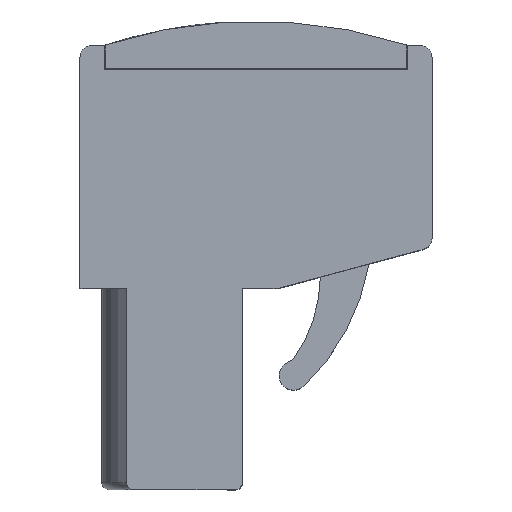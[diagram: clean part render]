
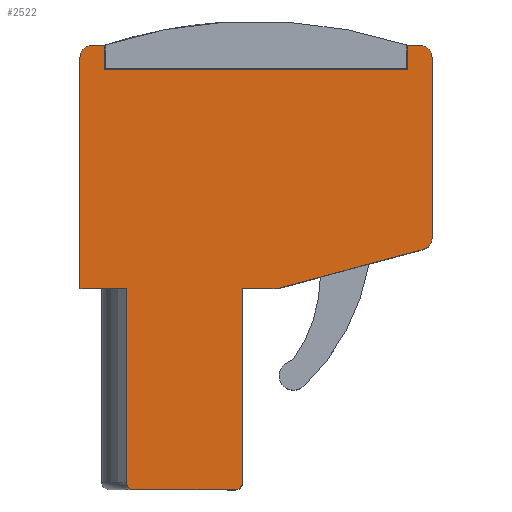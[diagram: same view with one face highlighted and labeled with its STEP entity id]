
A CAD part, top view. The second image highlights one B-rep face of the part: STEP entity #2522.
In plain terms, the highlighted planar face has unit normal (0, 0, 1).
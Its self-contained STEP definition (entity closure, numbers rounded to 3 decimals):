
#4 = VERTEX_POINT ( 'NONE', #3474 ) ;
#71 = ORIENTED_EDGE ( 'NONE', *, *, #5166, .T. ) ;
#82 = VECTOR ( 'NONE', #5302, 1000. ) ;
#94 = ORIENTED_EDGE ( 'NONE', *, *, #789, .T. ) ;
#112 = EDGE_LOOP ( 'NONE', ( #2029, #4000, #989, #71, #3189, #5798, #514, #2695, #221, #650, #6001, #6456, #6276, #5230, #769, #94, #3577, #2210 ) ) ;
#125 = DIRECTION ( 'NONE',  ( 0., 1., 0. ) ) ;
#221 = ORIENTED_EDGE ( 'NONE', *, *, #5285, .T. ) ;
#265 = LINE ( 'NONE', #2920, #3029 ) ;
#332 = FACE_OUTER_BOUND ( 'NONE', #112, .T. ) ;
#350 = AXIS2_PLACEMENT_3D ( 'NONE', #5226, #2139, #5744 ) ;
#401 = EDGE_CURVE ( 'NONE', #4077, #5413, #2413, .T. ) ;
#412 = VERTEX_POINT ( 'NONE', #4887 ) ;
#414 = DIRECTION ( 'NONE',  ( 0.966, 0.259, 0. ) ) ;
#423 = DIRECTION ( 'NONE',  ( -1., 0., 0. ) ) ;
#443 = DIRECTION ( 'NONE',  ( 0., 0., 1. ) ) ;
#461 = AXIS2_PLACEMENT_3D ( 'NONE', #2336, #5922, #2859 ) ;
#481 = VECTOR ( 'NONE', #3447, 1000. ) ;
#514 = ORIENTED_EDGE ( 'NONE', *, *, #3790, .T. ) ;
#638 = CARTESIAN_POINT ( 'NONE',  ( 2.9, 0.3, 5.08 ) ) ;
#644 = CARTESIAN_POINT ( 'NONE',  ( -2.8, 17.3, 5.08 ) ) ;
#650 = ORIENTED_EDGE ( 'NONE', *, *, #6523, .F. ) ;
#681 = EDGE_CURVE ( 'NONE', #6134, #5753, #1069, .T. ) ;
#689 = CARTESIAN_POINT ( 'NONE',  ( 10.7, 10.372, 5.08 ) ) ;
#706 = CARTESIAN_POINT ( 'NONE',  ( -1.9, 0.3, 5.08 ) ) ;
#769 = ORIENTED_EDGE ( 'NONE', *, *, #3524, .T. ) ;
#778 = CARTESIAN_POINT ( 'NONE',  ( 2.6, 0.3, 5.08 ) ) ;
#789 = EDGE_CURVE ( 'NONE', #3994, #3265, #4701, .T. ) ;
#792 = CARTESIAN_POINT ( 'NONE',  ( -3.8, 17.8, 5.08 ) ) ;
#840 = CARTESIAN_POINT ( 'NONE',  ( -3.3, 18.3, 5.08 ) ) ;
#888 = DIRECTION ( 'NONE',  ( 0., 0., 1. ) ) ;
#949 = PLANE ( 'NONE',  #1713 ) ;
#989 = ORIENTED_EDGE ( 'NONE', *, *, #3610, .F. ) ;
#1069 = LINE ( 'NONE', #5722, #3817 ) ;
#1097 = CARTESIAN_POINT ( 'NONE',  ( -3.8, 8.3, 5.08 ) ) ;
#1179 = VERTEX_POINT ( 'NONE', #5129 ) ;
#1303 = DIRECTION ( 'NONE',  ( 1., 0., 0. ) ) ;
#1315 = EDGE_CURVE ( 'NONE', #5413, #4, #1446, .T. ) ;
#1383 = VERTEX_POINT ( 'NONE', #6377 ) ;
#1446 = LINE ( 'NONE', #5690, #82 ) ;
#1570 = EDGE_CURVE ( 'NONE', #3553, #6441, #4441, .T. ) ;
#1572 = DIRECTION ( 'NONE',  ( 1., 0., 0. ) ) ;
#1586 = DIRECTION ( 'NONE',  ( 0., 0., 1. ) ) ;
#1713 = AXIS2_PLACEMENT_3D ( 'NONE', #3548, #443, #4075 ) ;
#1777 = LINE ( 'NONE', #3507, #5010 ) ;
#1971 = VECTOR ( 'NONE', #4188, 1000. ) ;
#2029 = ORIENTED_EDGE ( 'NONE', *, *, #3042, .F. ) ;
#2068 = DIRECTION ( 'NONE',  ( 1., 0., 0. ) ) ;
#2136 = LINE ( 'NONE', #1097, #1971 ) ;
#2139 = DIRECTION ( 'NONE',  ( 0., 0., 1. ) ) ;
#2183 = CARTESIAN_POINT ( 'NONE',  ( 10.7, 9.988, 5.08 ) ) ;
#2210 = ORIENTED_EDGE ( 'NONE', *, *, #5375, .T. ) ;
#2336 = CARTESIAN_POINT ( 'NONE',  ( 10.2, 10.372, 5.08 ) ) ;
#2355 = CARTESIAN_POINT ( 'NONE',  ( 10.329, 9.889, 5.08 ) ) ;
#2389 = CIRCLE ( 'NONE', #3210, 0.5 ) ;
#2398 = VECTOR ( 'NONE', #3424, 1000. ) ;
#2413 = CIRCLE ( 'NONE', #5179, 0.3 ) ;
#2426 = CARTESIAN_POINT ( 'NONE',  ( 9.7, 17.3, 5.08 ) ) ;
#2491 = CARTESIAN_POINT ( 'NONE',  ( 9.7, 18.3, 5.08 ) ) ;
#2522 = ADVANCED_FACE ( 'NONE', ( #332 ), #949, .T. ) ;
#2566 = LINE ( 'NONE', #4452, #2398 ) ;
#2641 = CIRCLE ( 'NONE', #6600, 0.5 ) ;
#2695 = ORIENTED_EDGE ( 'NONE', *, *, #5073, .F. ) ;
#2737 = VECTOR ( 'NONE', #4269, 1000. ) ;
#2859 = DIRECTION ( 'NONE',  ( 1., 0., 0. ) ) ;
#2893 = VECTOR ( 'NONE', #423, 1000. ) ;
#2920 = CARTESIAN_POINT ( 'NONE',  ( -2.8, 18.3, 5.08 ) ) ;
#3029 = VECTOR ( 'NONE', #5456, 1000. ) ;
#3030 = EDGE_CURVE ( 'NONE', #6400, #3575, #1777, .T. ) ;
#3042 = EDGE_CURVE ( 'NONE', #5753, #5159, #3163, .T. ) ;
#3163 = LINE ( 'NONE', #6068, #4373 ) ;
#3189 = ORIENTED_EDGE ( 'NONE', *, *, #4516, .T. ) ;
#3210 = AXIS2_PLACEMENT_3D ( 'NONE', #3990, #888, #4500 ) ;
#3227 = VECTOR ( 'NONE', #3755, 1000. ) ;
#3265 = VERTEX_POINT ( 'NONE', #5266 ) ;
#3309 = VECTOR ( 'NONE', #125, 1000. ) ;
#3424 = DIRECTION ( 'NONE',  ( 0., 1., 0. ) ) ;
#3447 = DIRECTION ( 'NONE',  ( 0., -1., 0. ) ) ;
#3474 = CARTESIAN_POINT ( 'NONE',  ( 2.9, 8.3, 5.08 ) ) ;
#3507 = CARTESIAN_POINT ( 'NONE',  ( 4.4, 8.3, 5.08 ) ) ;
#3524 = EDGE_CURVE ( 'NONE', #3575, #3994, #4172, .T. ) ;
#3548 = CARTESIAN_POINT ( 'NONE',  ( 0., 0., 5.08 ) ) ;
#3553 = VERTEX_POINT ( 'NONE', #792 ) ;
#3566 = CARTESIAN_POINT ( 'NONE',  ( -3.8, 8.3, 5.08 ) ) ;
#3575 = VERTEX_POINT ( 'NONE', #2355 ) ;
#3577 = ORIENTED_EDGE ( 'NONE', *, *, #3768, .T. ) ;
#3610 = EDGE_CURVE ( 'NONE', #412, #6134, #265, .T. ) ;
#3750 = CARTESIAN_POINT ( 'NONE',  ( 10.7, 18.3, 5.08 ) ) ;
#3755 = DIRECTION ( 'NONE',  ( -1., 0., 0. ) ) ;
#3768 = EDGE_CURVE ( 'NONE', #3265, #5920, #2641, .T. ) ;
#3790 = EDGE_CURVE ( 'NONE', #6441, #1383, #2136, .T. ) ;
#3817 = VECTOR ( 'NONE', #1572, 1000. ) ;
#3990 = CARTESIAN_POINT ( 'NONE',  ( -3.3, 17.8, 5.08 ) ) ;
#3994 = VERTEX_POINT ( 'NONE', #689 ) ;
#4000 = ORIENTED_EDGE ( 'NONE', *, *, #681, .F. ) ;
#4075 = DIRECTION ( 'NONE',  ( 1., 0., 0. ) ) ;
#4077 = VERTEX_POINT ( 'NONE', #4867 ) ;
#4172 = CIRCLE ( 'NONE', #461, 0.5 ) ;
#4188 = DIRECTION ( 'NONE',  ( 1., 0., 0. ) ) ;
#4261 = LINE ( 'NONE', #3750, #2737 ) ;
#4267 = LINE ( 'NONE', #5566, #2893 ) ;
#4269 = DIRECTION ( 'NONE',  ( -1., 0., 0. ) ) ;
#4342 = EDGE_CURVE ( 'NONE', #4, #6400, #6253, .T. ) ;
#4373 = VECTOR ( 'NONE', #4552, 1000. ) ;
#4403 = DIRECTION ( 'NONE',  ( 0., 0., 1. ) ) ;
#4441 = LINE ( 'NONE', #6521, #481 ) ;
#4452 = CARTESIAN_POINT ( 'NONE',  ( -1.9, 0., 5.08 ) ) ;
#4500 = DIRECTION ( 'NONE',  ( 1., 0., 0. ) ) ;
#4516 = EDGE_CURVE ( 'NONE', #5668, #3553, #2389, .T. ) ;
#4552 = DIRECTION ( 'NONE',  ( 0., 1., 0. ) ) ;
#4609 = LINE ( 'NONE', #5272, #3227 ) ;
#4680 = CARTESIAN_POINT ( 'NONE',  ( 10.2, 17.8, 5.08 ) ) ;
#4701 = LINE ( 'NONE', #2183, #3309 ) ;
#4867 = CARTESIAN_POINT ( 'NONE',  ( 2.6, 0., 5.08 ) ) ;
#4883 = VECTOR ( 'NONE', #2068, 1000. ) ;
#4887 = CARTESIAN_POINT ( 'NONE',  ( -2.8, 18.3, 5.08 ) ) ;
#4896 = CIRCLE ( 'NONE', #350, 0.3 ) ;
#5010 = VECTOR ( 'NONE', #414, 1000. ) ;
#5045 = CARTESIAN_POINT ( 'NONE',  ( 4.4, 8.3, 5.08 ) ) ;
#5073 = EDGE_CURVE ( 'NONE', #5524, #1383, #2566, .T. ) ;
#5129 = CARTESIAN_POINT ( 'NONE',  ( -1.6, 0., 5.08 ) ) ;
#5159 = VERTEX_POINT ( 'NONE', #2491 ) ;
#5166 = EDGE_CURVE ( 'NONE', #412, #5668, #4267, .T. ) ;
#5179 = AXIS2_PLACEMENT_3D ( 'NONE', #778, #4403, #1303 ) ;
#5192 = DIRECTION ( 'NONE',  ( 1., 0., 0. ) ) ;
#5226 = CARTESIAN_POINT ( 'NONE',  ( -1.6, 0.3, 5.08 ) ) ;
#5230 = ORIENTED_EDGE ( 'NONE', *, *, #3030, .T. ) ;
#5266 = CARTESIAN_POINT ( 'NONE',  ( 10.7, 17.8, 5.08 ) ) ;
#5272 = CARTESIAN_POINT ( 'NONE',  ( -1.9, 0., 5.08 ) ) ;
#5285 = EDGE_CURVE ( 'NONE', #5524, #1179, #4896, .T. ) ;
#5302 = DIRECTION ( 'NONE',  ( 0., 1., 0. ) ) ;
#5375 = EDGE_CURVE ( 'NONE', #5920, #5159, #4261, .T. ) ;
#5413 = VERTEX_POINT ( 'NONE', #638 ) ;
#5456 = DIRECTION ( 'NONE',  ( 0., -1., 0. ) ) ;
#5524 = VERTEX_POINT ( 'NONE', #706 ) ;
#5566 = CARTESIAN_POINT ( 'NONE',  ( 10.7, 18.3, 5.08 ) ) ;
#5668 = VERTEX_POINT ( 'NONE', #840 ) ;
#5690 = CARTESIAN_POINT ( 'NONE',  ( 2.9, 0., 5.08 ) ) ;
#5722 = CARTESIAN_POINT ( 'NONE',  ( -2.8, 17.3, 5.08 ) ) ;
#5744 = DIRECTION ( 'NONE',  ( 1., 0., 0. ) ) ;
#5753 = VERTEX_POINT ( 'NONE', #2426 ) ;
#5798 = ORIENTED_EDGE ( 'NONE', *, *, #1570, .T. ) ;
#5920 = VERTEX_POINT ( 'NONE', #6151 ) ;
#5922 = DIRECTION ( 'NONE',  ( 0., 0., 1. ) ) ;
#6001 = ORIENTED_EDGE ( 'NONE', *, *, #401, .T. ) ;
#6068 = CARTESIAN_POINT ( 'NONE',  ( 9.7, 18.3, 5.08 ) ) ;
#6134 = VERTEX_POINT ( 'NONE', #644 ) ;
#6151 = CARTESIAN_POINT ( 'NONE',  ( 10.2, 18.3, 5.08 ) ) ;
#6190 = CARTESIAN_POINT ( 'NONE',  ( -3.8, 8.3, 5.08 ) ) ;
#6253 = LINE ( 'NONE', #6190, #4883 ) ;
#6276 = ORIENTED_EDGE ( 'NONE', *, *, #4342, .T. ) ;
#6377 = CARTESIAN_POINT ( 'NONE',  ( -1.9, 8.3, 5.08 ) ) ;
#6400 = VERTEX_POINT ( 'NONE', #5045 ) ;
#6441 = VERTEX_POINT ( 'NONE', #3566 ) ;
#6456 = ORIENTED_EDGE ( 'NONE', *, *, #1315, .T. ) ;
#6521 = CARTESIAN_POINT ( 'NONE',  ( -3.8, 18.3, 5.08 ) ) ;
#6523 = EDGE_CURVE ( 'NONE', #4077, #1179, #4609, .T. ) ;
#6600 = AXIS2_PLACEMENT_3D ( 'NONE', #4680, #1586, #5192 ) ;
